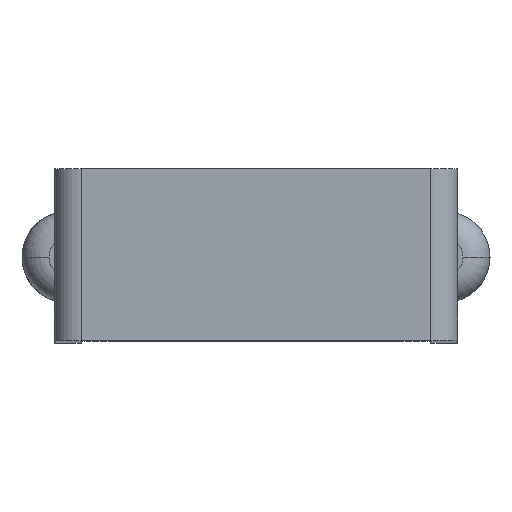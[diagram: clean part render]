
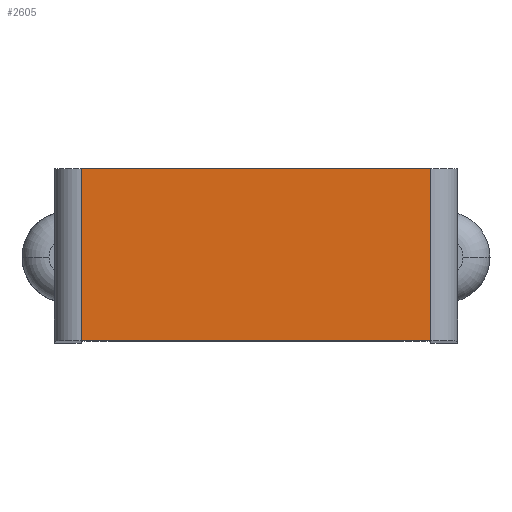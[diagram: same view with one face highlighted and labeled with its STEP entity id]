
A CAD part, top view. The second image highlights one B-rep face of the part: STEP entity #2605.
In plain terms, the highlighted planar face has unit normal (0, 0, 1).
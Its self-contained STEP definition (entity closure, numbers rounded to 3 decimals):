
#641 = CARTESIAN_POINT ( 'NONE',  ( -54.945, -35.377, 31.08 ) ) ;
#683 = CARTESIAN_POINT ( 'NONE',  ( -48.445, -35.377, 31.08 ) ) ;
#880 = PLANE ( 'NONE',  #4104 ) ;
#885 = VERTEX_POINT ( 'NONE', #5862 ) ;
#996 = EDGE_CURVE ( 'NONE', #885, #5761, #6266, .T. ) ;
#1194 = CARTESIAN_POINT ( 'NONE',  ( -47.945, -38.577, 31.08 ) ) ;
#1395 = CARTESIAN_POINT ( 'NONE',  ( 0., 0., 31.08 ) ) ;
#1470 = ORIENTED_EDGE ( 'NONE', *, *, #2432, .T. ) ;
#1887 = VECTOR ( 'NONE', #4834, 1000. ) ;
#1921 = DIRECTION ( 'NONE',  ( 0., 0., 1. ) ) ;
#1967 = LINE ( 'NONE', #2424, #4564 ) ;
#2207 = DIRECTION ( 'NONE',  ( -1., 0., 0. ) ) ;
#2424 = CARTESIAN_POINT ( 'NONE',  ( -54.945, -38.577, 31.08 ) ) ;
#2432 = EDGE_CURVE ( 'NONE', #6220, #4978, #4161, .T. ) ;
#2455 = FACE_OUTER_BOUND ( 'NONE', #6176, .T. ) ;
#2605 = ADVANCED_FACE ( 'NONE', ( #2455 ), #880, .T. ) ;
#3237 = CARTESIAN_POINT ( 'NONE',  ( -48.195, -35.377, 31.08 ) ) ;
#3751 = DIRECTION ( 'NONE',  ( 0., 1., 0. ) ) ;
#4104 = AXIS2_PLACEMENT_3D ( 'NONE', #1395, #1921, #5553 ) ;
#4161 = LINE ( 'NONE', #1194, #1887 ) ;
#4241 = ORIENTED_EDGE ( 'NONE', *, *, #5585, .T. ) ;
#4300 = CARTESIAN_POINT ( 'NONE',  ( -54.945, -38.577, 31.08 ) ) ;
#4495 = ORIENTED_EDGE ( 'NONE', *, *, #996, .T. ) ;
#4559 = VECTOR ( 'NONE', #2207, 1000. ) ;
#4564 = VECTOR ( 'NONE', #6580, 1000. ) ;
#4814 = VECTOR ( 'NONE', #3751, 1000. ) ;
#4818 = CARTESIAN_POINT ( 'NONE',  ( -48.445, -38.577, 31.08 ) ) ;
#4834 = DIRECTION ( 'NONE',  ( 1., 0., 0. ) ) ;
#4978 = VERTEX_POINT ( 'NONE', #4818 ) ;
#5028 = EDGE_CURVE ( 'NONE', #4978, #885, #6347, .T. ) ;
#5186 = ORIENTED_EDGE ( 'NONE', *, *, #5028, .T. ) ;
#5553 = DIRECTION ( 'NONE',  ( 1., 0., 0. ) ) ;
#5585 = EDGE_CURVE ( 'NONE', #5761, #6220, #1967, .T. ) ;
#5761 = VERTEX_POINT ( 'NONE', #641 ) ;
#5862 = CARTESIAN_POINT ( 'NONE',  ( -48.445, -35.377, 31.08 ) ) ;
#6176 = EDGE_LOOP ( 'NONE', ( #1470, #5186, #4495, #4241 ) ) ;
#6220 = VERTEX_POINT ( 'NONE', #4300 ) ;
#6266 = LINE ( 'NONE', #3237, #4559 ) ;
#6347 = LINE ( 'NONE', #683, #4814 ) ;
#6580 = DIRECTION ( 'NONE',  ( 0., -1., 0. ) ) ;
